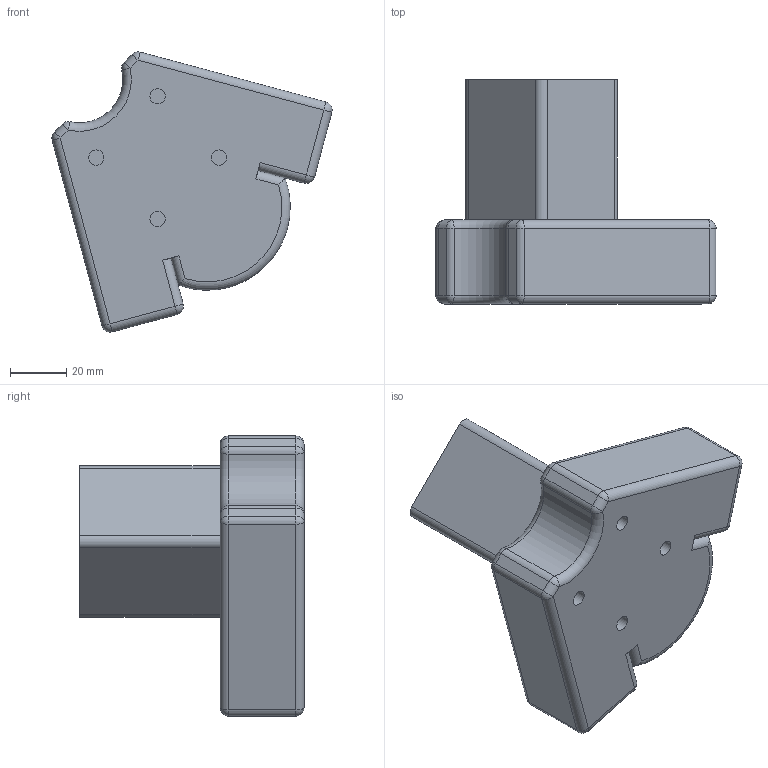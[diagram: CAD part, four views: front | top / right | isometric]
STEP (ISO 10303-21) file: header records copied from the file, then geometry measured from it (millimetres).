
FILE_DESCRIPTION(/* description */ ('','CAx-IF Rec.Pracs.---Representation and Presentation of Product Manufacturing Information (PMI)---4.0---2014-10-13'),/* implementation_level */ '2;1');
FILE_NAME(/* name */ 'lower_corner.step',/* time_stamp */ '2024-12-29T14:24:10+01:00',/* author */ (''),/* organization */ (''),/* preprocessor_version */ 'ST-DEVELOPER v20',/* originating_system */ 'Autodesk Translation Framework v13.20.0.188',/* authorisation */ '');
FILE_SCHEMA (('AP242_MANAGED_MODEL_BASED_3D_ENGINEERING_MIM_LF { 1 0 10303 442 1 1 4 }'));
Length unit declared in the file: millimetre
Products named in the file (2): lower_corner; LowerCornerSolid
Assembly tree (1 placements, depth 2):
  lower_corner
    LowerCornerSolid
Bounding box: 99.94 x 80 x 99.94 mm (x, y, z)
Volume: 155946.2 mm3; surface area: 43543.9 mm2
Topology: 1 solids, 1 shells, 114 faces, 247 edges, 146 vertices
Faces by surface type: cylinder 55, plane 33, sphere 18, torus 6, bspline 2
Full cylindrical faces by diameter (mm): 5.5 x8, 6.2 x1, 22.8 x2, 30.8 x1
Entity records: 3330 total; most frequent: CARTESIAN_POINT 757, DIRECTION 562, ORIENTED_EDGE 496, EDGE_CURVE 248, AXIS2_PLACEMENT_3D 227, VERTEX_POINT 146, EDGE_LOOP 127, FACE_OUTER_BOUND 114
